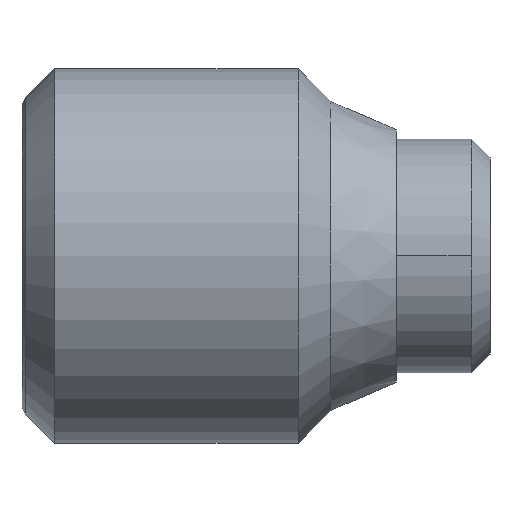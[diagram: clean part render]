
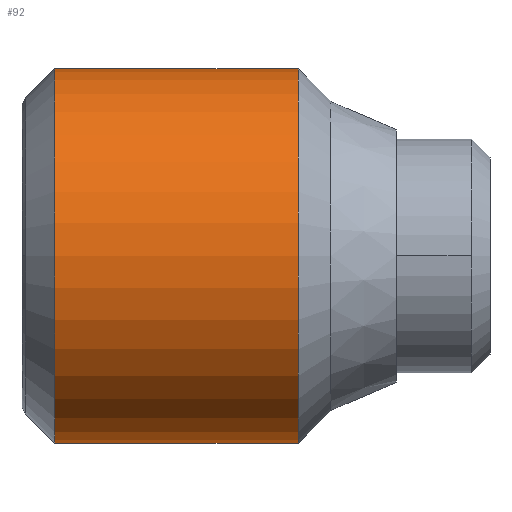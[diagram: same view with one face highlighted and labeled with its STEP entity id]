
A CAD part, top view. The second image highlights one B-rep face of the part: STEP entity #92.
In plain terms, the highlighted cylindrical face has radius 2 mm (diameter 4 mm), a partial arc.
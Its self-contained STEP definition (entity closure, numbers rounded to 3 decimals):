
#92=ADVANCED_FACE('',(#182),#183,.T.);
#182=FACE_OUTER_BOUND('',#267,.T.);
#183=CYLINDRICAL_SURFACE('',#268,2.);
#267=EDGE_LOOP('',(#459,#460,#461,#462));
#268=AXIS2_PLACEMENT_3D('',#463,#464,#465);
#459=ORIENTED_EDGE('',*,*,#512,.T.);
#460=ORIENTED_EDGE('',*,*,#577,.F.);
#461=ORIENTED_EDGE('',*,*,#514,.T.);
#462=ORIENTED_EDGE('',*,*,#575,.T.);
#463=CARTESIAN_POINT('',(-4.,0.,0.));
#464=DIRECTION('',(-1.0,0.,0.));
#465=DIRECTION('',(0.,1.0,0.));
#512=EDGE_CURVE('',#607,#596,#608,.T.);
#514=EDGE_CURVE('',#599,#609,#611,.T.);
#575=EDGE_CURVE('',#609,#607,#696,.T.);
#577=EDGE_CURVE('',#599,#596,#698,.T.);
#596=VERTEX_POINT('',#755);
#599=VERTEX_POINT('',#759);
#607=VERTEX_POINT('',#768);
#608=LINE('',#769,#770);
#609=VERTEX_POINT('',#771);
#611=LINE('',#773,#774);
#696=CIRCLE('',#917,2.);
#698=CIRCLE('',#919,2.);
#755=CARTESIAN_POINT('',(-4.65,2.0,0.));
#759=CARTESIAN_POINT('',(-4.65,-2.,0.));
#768=CARTESIAN_POINT('',(-2.05,2.0,0.));
#769=CARTESIAN_POINT('',(-4.,2.0,0.));
#770=VECTOR('',#937,1.0);
#771=CARTESIAN_POINT('',(-2.05,-2.,0.));
#773=CARTESIAN_POINT('',(-4.,-2.,0.));
#774=VECTOR('',#941,1.0);
#917=AXIS2_PLACEMENT_3D('',#1012,#1013,#1014);
#919=AXIS2_PLACEMENT_3D('',#1015,#1016,#1017);
#937=DIRECTION('',(-1.0,0.,0.));
#941=DIRECTION('',(1.0,0.,0.));
#1012=CARTESIAN_POINT('',(-2.05,0.,0.));
#1013=DIRECTION('',(-1.0,0.,0.));
#1014=DIRECTION('',(0.,1.0,0.));
#1015=CARTESIAN_POINT('',(-4.65,0.,0.));
#1016=DIRECTION('',(-1.0,0.,0.));
#1017=DIRECTION('',(0.,1.0,0.));
